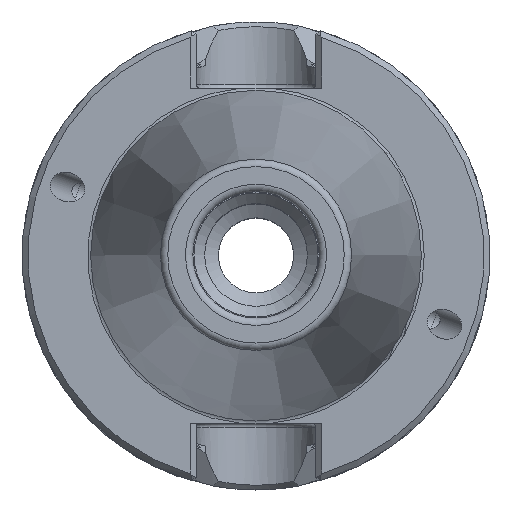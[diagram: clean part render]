
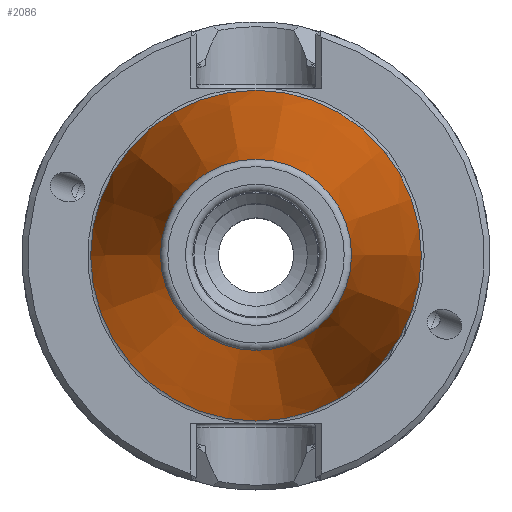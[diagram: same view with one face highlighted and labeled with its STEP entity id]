
A CAD part, top view. The second image highlights one B-rep face of the part: STEP entity #2086.
In plain terms, the highlighted conical face has half-angle 8.297 degrees and reference radius 12.871 mm.
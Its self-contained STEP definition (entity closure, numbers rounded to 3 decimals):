
#225=CONICAL_SURFACE('',#2243,12.871,0.145);
#634=ORIENTED_EDGE('',*,*,#699,.T.);
#635=ORIENTED_EDGE('',*,*,#868,.F.);
#699=EDGE_CURVE('',#898,#898,#1034,.T.);
#868=EDGE_CURVE('',#1011,#1011,#1073,.T.);
#898=VERTEX_POINT('',#2770);
#1011=VERTEX_POINT('',#3355);
#1034=CIRCLE('',#2122,22.268);
#1073=CIRCLE('',#2242,12.871);
#1174=EDGE_LOOP('',(#634));
#1175=EDGE_LOOP('',(#635));
#1304=FACE_BOUND('',#1174,.T.);
#1305=FACE_BOUND('',#1175,.T.);
#2086=ADVANCED_FACE('',(#1304,#1305),#225,.T.);
#2122=AXIS2_PLACEMENT_3D('',#2769,#2300,#2301);
#2242=AXIS2_PLACEMENT_3D('',#3354,#2604,#2605);
#2243=AXIS2_PLACEMENT_3D('',#3356,#2606,#2607);
#2300=DIRECTION('',(0.,0.,1.));
#2301=DIRECTION('',(1.,0.,0.));
#2604=DIRECTION('',(0.,0.,1.));
#2605=DIRECTION('',(1.,0.,0.));
#2606=DIRECTION('',(0.,0.,-1.));
#2607=DIRECTION('',(-1.,0.,0.));
#2769=CARTESIAN_POINT('',(0.,0.,0.106));
#2770=CARTESIAN_POINT('',(22.268,0.,0.106));
#3354=CARTESIAN_POINT('',(0.,0.,64.544));
#3355=CARTESIAN_POINT('',(12.871,0.,64.544));
#3356=CARTESIAN_POINT('',(0.,0.,64.544));
